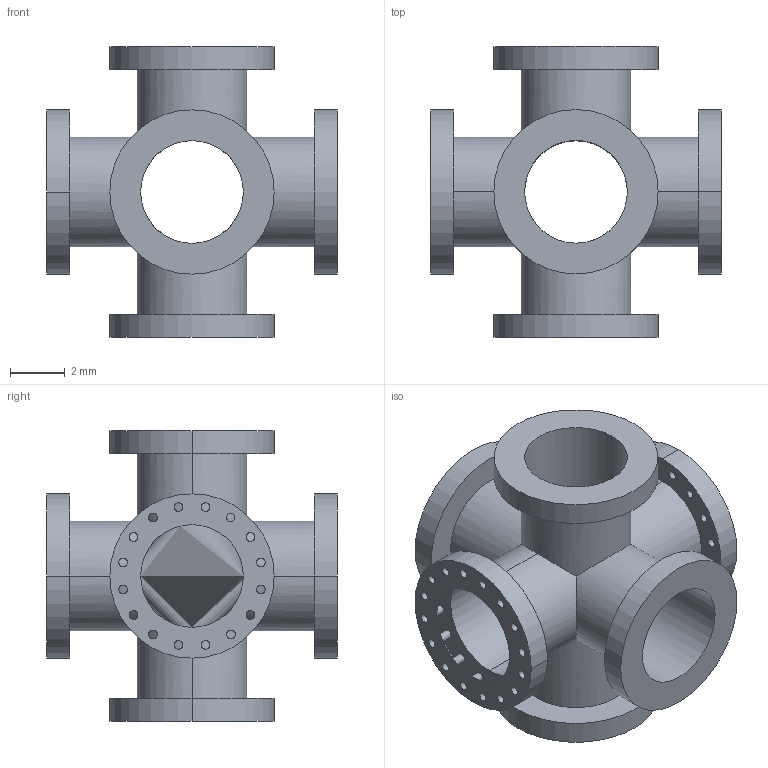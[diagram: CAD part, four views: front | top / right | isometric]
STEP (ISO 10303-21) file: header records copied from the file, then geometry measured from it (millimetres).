
FILE_DESCRIPTION(('produced by SPATIAL CORP'),'2;1');
FILE_NAME( 'cross.hh.sat.stp','2002-04-19T11:21:33+00:00',('SPATIAL CORP'),('SPATIAL CORP'), 'ACIS STEP Husk','http://www.spatial.com','SPATIAL CORP');
FILE_SCHEMA(('CONFIG_CONTROL_DESIGN'));
Length unit declared in the file: millimetre
Products named in the file (1): PRODUCT_ID_1
Bounding box: 10.62 x 10.62 x 10.62 mm (x, y, z)
Volume: 172.6 mm3; surface area: 771.4 mm2
Topology: 1 solids, 1 shells, 77 faces, 216 edges, 141 vertices
Faces by surface type: cylinder 65, plane 12
Full cylindrical faces by diameter (mm): 0.312 x32, 3.75 x1
Entity records: 2414 total; most frequent: DIRECTION 402, ORIENTED_EDGE 358, CARTESIAN_POINT 357, EDGE_LOOP 188, FACE_BOUND 188, AXIS2_PLACEMENT_3D 186, EDGE_CURVE 179, VERTEX_POINT 141
